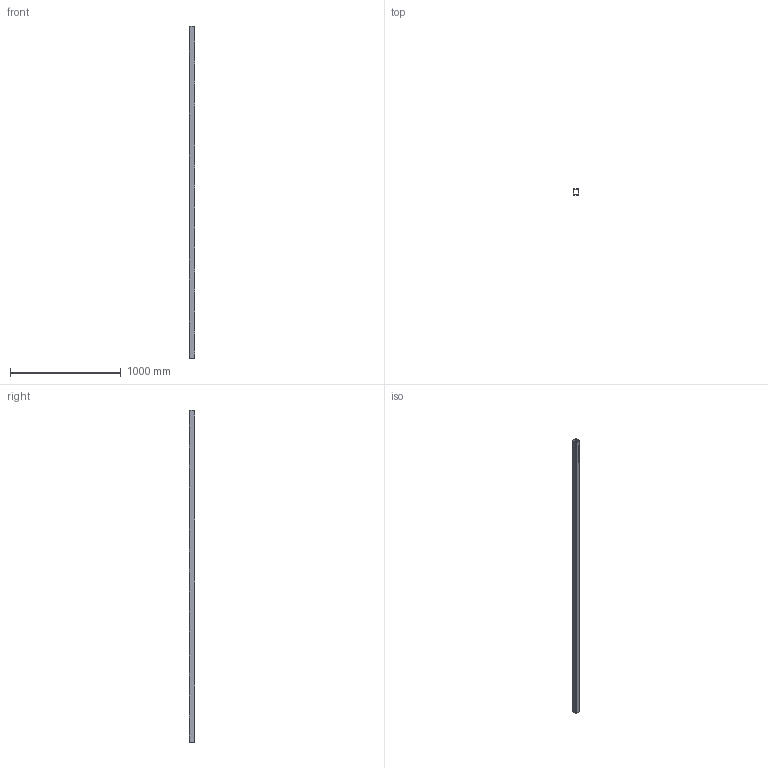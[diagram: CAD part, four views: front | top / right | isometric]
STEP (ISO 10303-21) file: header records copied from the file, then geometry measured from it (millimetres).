
FILE_DESCRIPTION (( 'STEP AP203' ), '1' );
FILE_NAME ('6985.step', '2021-12-22T10:30:01', ( '' ), ( '' ), 'SwSTEP 2.0', 'SolidWorks 2018', '' );
FILE_SCHEMA (( 'CONFIG_CONTROL_DESIGN' ));
Products named in the file (2): 6985
Bounding box: 50 x 50 x 3000 mm (x, y, z)
Volume: 1386576.4 mm3; surface area: 1113392 mm2
Topology: 1 solids, 1 shells, 1800 faces, 4739 edges, 3558 vertices
Faces by surface type: torus 1104, cylinder 508, plane 97, bspline 91
Entity records: 127146 total; most frequent: CARTESIAN_POINT 88172, ORIENTED_EDGE 9478, DIRECTION 4803, EDGE_CURVE 4739, VERTEX_POINT 3558, B_SPLINE_CURVE_WITH_KNOTS 3386, EDGE_LOOP 2419, ADVANCED_FACE 1800
